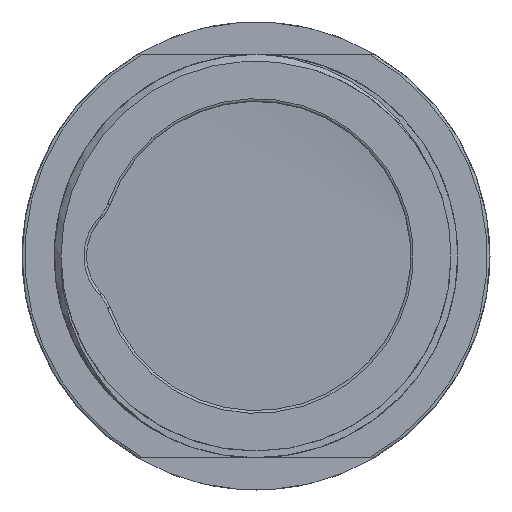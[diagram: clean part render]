
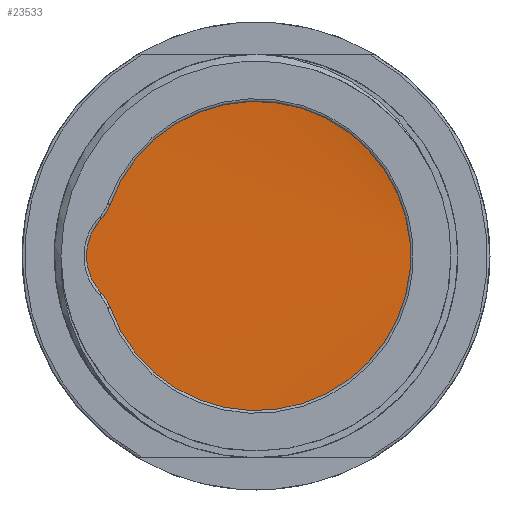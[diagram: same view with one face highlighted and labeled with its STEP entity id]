
A CAD part, left-side view. The second image highlights one B-rep face of the part: STEP entity #23533.
In plain terms, the highlighted cylindrical face has radius 14.5 mm (diameter 29 mm), a full revolution.
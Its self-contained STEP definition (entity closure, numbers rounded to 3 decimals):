
#2617=FACE_OUTER_BOUND('',#3939,.T.);
#3939=EDGE_LOOP('',(#14759,#14760,#14761));
#5456=B_SPLINE_CURVE_WITH_KNOTS('',3,(#34438,#34439,#34440,#34441,#34442,
#34443,#34444,#34445,#34446,#34447,#34448,#34449,#34450,#34451,#34452,#34453,
#34454),.UNSPECIFIED.,.F.,.F.,(4,1,1,1,1,1,1,1,1,1,1,1,1,1,4),(9.425,
9.87,10.354,10.837,11.32,11.803,
12.286,12.769,13.252,13.735,14.218,
14.701,15.184,15.667,15.708),
 .UNSPECIFIED.);
#5892=LINE('',#34391,#7438);
#5894=LINE('',#34455,#7440);
#7438=VECTOR('',#27533,14.5);
#7440=VECTOR('',#27541,14.5);
#8984=VERTEX_POINT('',#34389);
#8985=VERTEX_POINT('',#34390);
#8989=VERTEX_POINT('',#34437);
#11244=EDGE_CURVE('',#8984,#8985,#5892,.T.);
#11250=EDGE_CURVE('',#8989,#8985,#5456,.T.);
#11251=EDGE_CURVE('',#8989,#8984,#5894,.T.);
#14759=ORIENTED_EDGE('',*,*,#11244,.T.);
#14760=ORIENTED_EDGE('',*,*,#11250,.F.);
#14761=ORIENTED_EDGE('',*,*,#11251,.T.);
#21770=CYLINDRICAL_SURFACE('',#24877,14.5);
#23533=ADVANCED_FACE('',(#2617),#21770,.T.);
#24877=AXIS2_PLACEMENT_3D('',#34436,#27539,#27540);
#27533=DIRECTION('',(1.,0.,0.));
#27539=DIRECTION('center_axis',(1.,0.,0.));
#27540=DIRECTION('ref_axis',(0.,1.,0.));
#27541=DIRECTION('',(1.,0.,0.));
#34389=CARTESIAN_POINT('',(4.2,-14.5,0.));
#34390=CARTESIAN_POINT('',(5.4,-14.5,0.));
#34391=CARTESIAN_POINT('',(0.,-14.5,0.));
#34436=CARTESIAN_POINT('Origin',(0.,0.,0.));
#34437=CARTESIAN_POINT('',(2.6,-14.5,0.));
#34438=CARTESIAN_POINT('Ctrl Pts',(2.6,-14.501,0.));
#34439=CARTESIAN_POINT('Ctrl Pts',(2.666,-14.5,2.154));
#34440=CARTESIAN_POINT('Ctrl Pts',(2.804,-13.485,6.643));
#34441=CARTESIAN_POINT('Ctrl Pts',(3.014,-9.028,12.074));
#34442=CARTESIAN_POINT('Ctrl Pts',(3.229,-2.386,14.886));
#34443=CARTESIAN_POINT('Ctrl Pts',(3.444,4.802,14.291));
#34444=CARTESIAN_POINT('Ctrl Pts',(3.66,10.89,10.425));
#34445=CARTESIAN_POINT('Ctrl Pts',(3.875,14.487,4.174));
#34446=CARTESIAN_POINT('Ctrl Pts',(4.09,14.768,-3.033));
#34447=CARTESIAN_POINT('Ctrl Pts',(4.306,11.669,-9.546));
#34448=CARTESIAN_POINT('Ctrl Pts',(4.521,5.899,-13.874));
#34449=CARTESIAN_POINT('Ctrl Pts',(4.736,-1.22,-15.027));
#34450=CARTESIAN_POINT('Ctrl Pts',(4.951,-8.061,-12.74));
#34451=CARTESIAN_POINT('Ctrl Pts',(5.167,-13.056,-7.538));
#34452=CARTESIAN_POINT('Ctrl Pts',(5.316,-14.451,-2.726));
#34453=CARTESIAN_POINT('Ctrl Pts',(5.394,-14.501,-0.196));
#34454=CARTESIAN_POINT('Ctrl Pts',(5.4,-14.501,0.));
#34455=CARTESIAN_POINT('',(0.,-14.5,0.));
